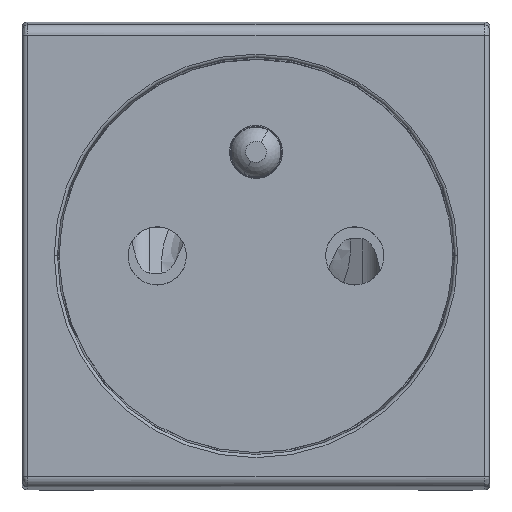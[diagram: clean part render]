
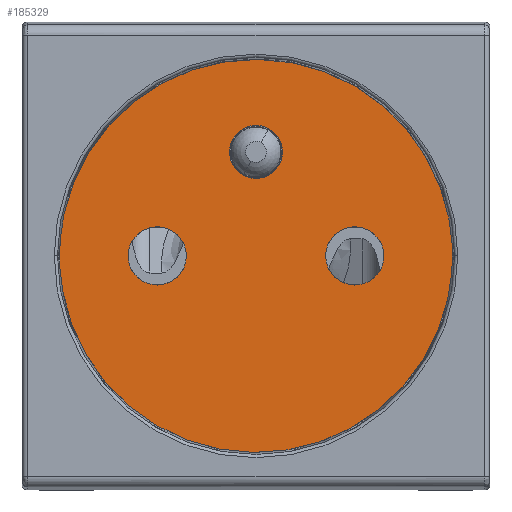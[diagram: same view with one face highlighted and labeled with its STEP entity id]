
A CAD part, top view. The second image highlights one B-rep face of the part: STEP entity #185329.
In plain terms, the highlighted planar face has unit normal (0, 0, 1).
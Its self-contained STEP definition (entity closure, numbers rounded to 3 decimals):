
#185224=AXIS2_PLACEMENT_3D('Circle Axis2P3D',#185222,#185223,$) ;
#185248=AXIS2_PLACEMENT_3D('Plane Axis2P3D',#185245,#185246,#185247) ;
#185252=AXIS2_PLACEMENT_3D('Circle Axis2P3D',#185250,#185251,$) ;
#185259=AXIS2_PLACEMENT_3D('Circle Axis2P3D',#185257,#185258,$) ;
#185266=AXIS2_PLACEMENT_3D('Circle Axis2P3D',#185264,#185265,$) ;
#185277=AXIS2_PLACEMENT_3D('Circle Axis2P3D',#185275,#185276,$) ;
#185286=AXIS2_PLACEMENT_3D('Circle Axis2P3D',#185284,#185285,$) ;
#185295=AXIS2_PLACEMENT_3D('Circle Axis2P3D',#185293,#185294,$) ;
#185304=AXIS2_PLACEMENT_3D('Circle Axis2P3D',#185302,#185303,$) ;
#185313=AXIS2_PLACEMENT_3D('Circle Axis2P3D',#185311,#185312,$) ;
#185322=AXIS2_PLACEMENT_3D('Circle Axis2P3D',#185320,#185321,$) ;
#185219=CARTESIAN_POINT('Vertex',(-18.582,-3.45,8.4)) ;
#185222=CARTESIAN_POINT('Axis2P3D Location',(0.,0.,8.4)) ;
#185226=CARTESIAN_POINT('Vertex',(-18.483,3.95,8.4)) ;
#185245=CARTESIAN_POINT('Axis2P3D Location',(0.,0.,8.4)) ;
#185250=CARTESIAN_POINT('Axis2P3D Location',(0.,0.,8.4)) ;
#185254=CARTESIAN_POINT('Vertex',(18.483,-3.95,8.4)) ;
#185257=CARTESIAN_POINT('Axis2P3D Location',(0.,0.,8.4)) ;
#185261=CARTESIAN_POINT('Vertex',(18.582,3.45,8.4)) ;
#185264=CARTESIAN_POINT('Axis2P3D Location',(0.,0.,8.4)) ;
#185275=CARTESIAN_POINT('Axis2P3D Location',(9.5,0.,8.4)) ;
#185279=CARTESIAN_POINT('Vertex',(12.3,0.,8.4)) ;
#185281=CARTESIAN_POINT('Vertex',(6.7,0.,8.4)) ;
#185284=CARTESIAN_POINT('Axis2P3D Location',(9.5,0.,8.4)) ;
#185293=CARTESIAN_POINT('Axis2P3D Location',(-9.5,0.,8.4)) ;
#185297=CARTESIAN_POINT('Vertex',(-6.7,0.,8.4)) ;
#185299=CARTESIAN_POINT('Vertex',(-12.3,0.,8.4)) ;
#185302=CARTESIAN_POINT('Axis2P3D Location',(-9.5,0.,8.4)) ;
#185311=CARTESIAN_POINT('Axis2P3D Location',(0.,10.,8.4)) ;
#185315=CARTESIAN_POINT('Vertex',(-1.223,12.238,8.4)) ;
#185317=CARTESIAN_POINT('Vertex',(1.223,7.762,8.4)) ;
#185320=CARTESIAN_POINT('Axis2P3D Location',(0.,10.,8.4)) ;
#185223=DIRECTION('Axis2P3D Direction',(0.,0.,-1.)) ;
#185246=DIRECTION('Axis2P3D Direction',(0.,0.,-1.)) ;
#185247=DIRECTION('Axis2P3D XDirection',(-1.,0.,0.)) ;
#185251=DIRECTION('Axis2P3D Direction',(0.,0.,-1.)) ;
#185258=DIRECTION('Axis2P3D Direction',(0.,0.,-1.)) ;
#185265=DIRECTION('Axis2P3D Direction',(0.,0.,-1.)) ;
#185276=DIRECTION('Axis2P3D Direction',(0.,0.,-1.)) ;
#185285=DIRECTION('Axis2P3D Direction',(0.,0.,-1.)) ;
#185294=DIRECTION('Axis2P3D Direction',(0.,0.,-1.)) ;
#185303=DIRECTION('Axis2P3D Direction',(0.,0.,-1.)) ;
#185312=DIRECTION('Axis2P3D Direction',(0.,0.,-1.)) ;
#185321=DIRECTION('Axis2P3D Direction',(0.,0.,-1.)) ;
#185270=ORIENTED_EDGE('',*,*,#185256,.T.) ;
#185271=ORIENTED_EDGE('',*,*,#185263,.T.) ;
#185272=ORIENTED_EDGE('',*,*,#185268,.T.) ;
#185273=ORIENTED_EDGE('',*,*,#185228,.T.) ;
#185290=ORIENTED_EDGE('',*,*,#185283,.T.) ;
#185291=ORIENTED_EDGE('',*,*,#185288,.T.) ;
#185308=ORIENTED_EDGE('',*,*,#185301,.T.) ;
#185309=ORIENTED_EDGE('',*,*,#185306,.T.) ;
#185326=ORIENTED_EDGE('',*,*,#185319,.F.) ;
#185327=ORIENTED_EDGE('',*,*,#185324,.F.) ;
#185292=FACE_BOUND('',#185289,.T.) ;
#185310=FACE_BOUND('',#185307,.T.) ;
#185328=FACE_BOUND('',#185325,.T.) ;
#185329=ADVANCED_FACE('T000698_A .1\\GE00123_A.1\\piston',(#185274,#185292,#185310,#185328),#185249,.F.) ;
#185225=CIRCLE('generated circle',#185224,18.9) ;
#185253=CIRCLE('generated circle',#185252,18.9) ;
#185260=CIRCLE('generated circle',#185259,18.9) ;
#185267=CIRCLE('generated circle',#185266,18.9) ;
#185278=CIRCLE('generated circle',#185277,2.8) ;
#185287=CIRCLE('generated circle',#185286,2.8) ;
#185296=CIRCLE('generated circle',#185295,2.8) ;
#185305=CIRCLE('generated circle',#185304,2.8) ;
#185314=CIRCLE('generated circle',#185313,2.55) ;
#185323=CIRCLE('generated circle',#185322,2.55) ;
#185228=EDGE_CURVE('',#185227,#185220,#185225,.F.) ;
#185256=EDGE_CURVE('',#185220,#185255,#185253,.F.) ;
#185263=EDGE_CURVE('',#185255,#185262,#185260,.F.) ;
#185268=EDGE_CURVE('',#185262,#185227,#185267,.F.) ;
#185283=EDGE_CURVE('',#185280,#185282,#185278,.T.) ;
#185288=EDGE_CURVE('',#185282,#185280,#185287,.T.) ;
#185301=EDGE_CURVE('',#185298,#185300,#185296,.T.) ;
#185306=EDGE_CURVE('',#185300,#185298,#185305,.T.) ;
#185319=EDGE_CURVE('',#185316,#185318,#185314,.F.) ;
#185324=EDGE_CURVE('',#185318,#185316,#185323,.F.) ;
#185269=EDGE_LOOP('',(#185270,#185271,#185272,#185273)) ;
#185289=EDGE_LOOP('',(#185290,#185291)) ;
#185307=EDGE_LOOP('',(#185308,#185309)) ;
#185325=EDGE_LOOP('',(#185326,#185327)) ;
#185274=FACE_OUTER_BOUND('',#185269,.T.) ;
#185249=PLANE('',#185248) ;
#185220=VERTEX_POINT('',#185219) ;
#185227=VERTEX_POINT('',#185226) ;
#185255=VERTEX_POINT('',#185254) ;
#185262=VERTEX_POINT('',#185261) ;
#185280=VERTEX_POINT('',#185279) ;
#185282=VERTEX_POINT('',#185281) ;
#185298=VERTEX_POINT('',#185297) ;
#185300=VERTEX_POINT('',#185299) ;
#185316=VERTEX_POINT('',#185315) ;
#185318=VERTEX_POINT('',#185317) ;
